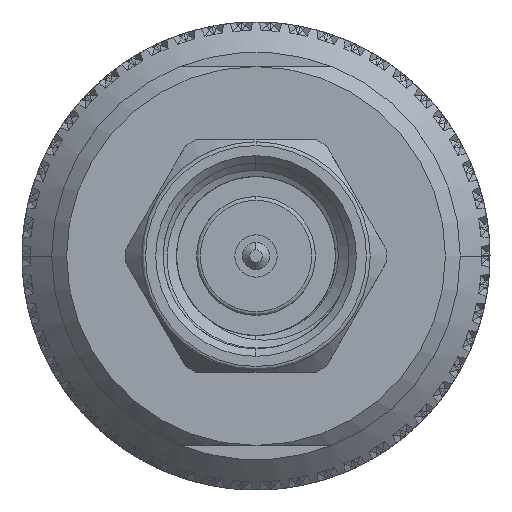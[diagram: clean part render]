
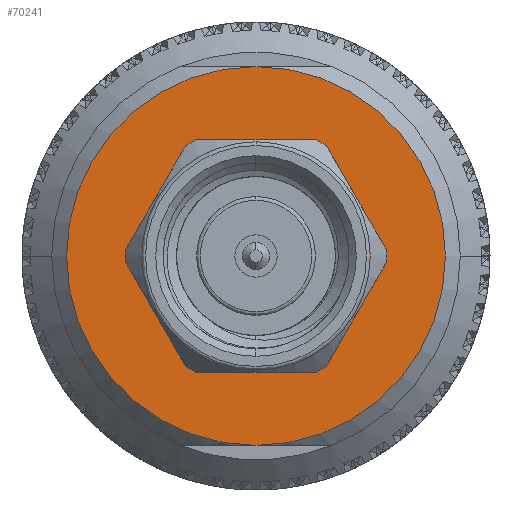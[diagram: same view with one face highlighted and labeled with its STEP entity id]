
A CAD part, left-side view. The second image highlights one B-rep face of the part: STEP entity #70241.
In plain terms, the highlighted face is planar.
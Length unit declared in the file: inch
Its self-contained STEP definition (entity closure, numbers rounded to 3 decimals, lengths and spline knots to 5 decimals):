
#1166 = CARTESIAN_POINT ( 'NONE',  ( 0.98, 0.07483, -0.13 ) ) ;
#1899 = VERTEX_POINT ( 'NONE', #38874 ) ;
#2000 = AXIS2_PLACEMENT_3D ( 'NONE', #27297, #72096, #18585 ) ;
#2753 = DIRECTION ( 'NONE',  ( -1., 0., 0. ) ) ;
#6835 = EDGE_CURVE ( 'NONE', #1899, #39324, #96143, .T. ) ;
#7546 = EDGE_CURVE ( 'NONE', #52857, #34445, #59923, .T. ) ;
#8507 = PLANE ( 'NONE',  #61989 ) ;
#9436 = EDGE_CURVE ( 'NONE', #37461, #68004, #14520, .T. ) ;
#14520 = CIRCLE ( 'NONE', #48585, 0.15 ) ;
#14807 = CARTESIAN_POINT ( 'NONE',  ( 0.98, 0., 0.255 ) ) ;
#15827 = VECTOR ( 'NONE', #52832, 39.37008 ) ;
#16590 = DIRECTION ( 'NONE',  ( 0., 0., -1. ) ) ;
#17672 = EDGE_LOOP ( 'NONE', ( #53699, #62904 ) ) ;
#18585 = DIRECTION ( 'NONE',  ( 0., 0., -1. ) ) ;
#20409 = ORIENTED_EDGE ( 'NONE', *, *, #9436, .T. ) ;
#23153 = ORIENTED_EDGE ( 'NONE', *, *, #6835, .T. ) ;
#23321 = CARTESIAN_POINT ( 'NONE',  ( 0.98, 0., 0. ) ) ;
#25320 = FACE_OUTER_BOUND ( 'NONE', #17672, .T. ) ;
#27297 = CARTESIAN_POINT ( 'NONE',  ( 0.98, 0., 0. ) ) ;
#29205 = ORIENTED_EDGE ( 'NONE', *, *, #36586, .F. ) ;
#29487 = CARTESIAN_POINT ( 'NONE',  ( 0.98, 0., 0. ) ) ;
#31029 = DIRECTION ( 'NONE',  ( 1., 0., 0. ) ) ;
#34445 = VERTEX_POINT ( 'NONE', #14807 ) ;
#36586 = EDGE_CURVE ( 'NONE', #1899, #68004, #77805, .T. ) ;
#37461 = VERTEX_POINT ( 'NONE', #40732 ) ;
#38874 = CARTESIAN_POINT ( 'NONE',  ( 0.98, -0.07483, -0.13 ) ) ;
#39324 = VERTEX_POINT ( 'NONE', #97540 ) ;
#39949 = EDGE_CURVE ( 'NONE', #34445, #52857, #44990, .T. ) ;
#40732 = CARTESIAN_POINT ( 'NONE',  ( 0.98, 0.07483, 0.13 ) ) ;
#42668 = EDGE_CURVE ( 'NONE', #39324, #37461, #79668, .T. ) ;
#44990 = CIRCLE ( 'NONE', #77292, 0.255 ) ;
#47835 = CARTESIAN_POINT ( 'NONE',  ( 0.98, 0., 0. ) ) ;
#48585 = AXIS2_PLACEMENT_3D ( 'NONE', #47835, #2753, #85906 ) ;
#51770 = DIRECTION ( 'NONE',  ( 1., 0., 0. ) ) ;
#52832 = DIRECTION ( 'NONE',  ( 0., 1., 0. ) ) ;
#52857 = VERTEX_POINT ( 'NONE', #70021 ) ;
#53699 = ORIENTED_EDGE ( 'NONE', *, *, #7546, .T. ) ;
#59923 = CIRCLE ( 'NONE', #2000, 0.255 ) ;
#61989 = AXIS2_PLACEMENT_3D ( 'NONE', #23321, #31029, #16590 ) ;
#62904 = ORIENTED_EDGE ( 'NONE', *, *, #39949, .T. ) ;
#64801 = EDGE_LOOP ( 'NONE', ( #23153, #95466, #20409, #29205 ) ) ;
#67050 = VECTOR ( 'NONE', #68149, 39.37008 ) ;
#68004 = VERTEX_POINT ( 'NONE', #1166 ) ;
#68149 = DIRECTION ( 'NONE',  ( 0., 1., 0. ) ) ;
#70021 = CARTESIAN_POINT ( 'NONE',  ( 0.98, 0., -0.255 ) ) ;
#70241 = ADVANCED_FACE ( 'NONE', ( #89237, #25320 ), #8507, .T. ) ;
#72096 = DIRECTION ( 'NONE',  ( 1., 0., 0. ) ) ;
#75678 = CARTESIAN_POINT ( 'NONE',  ( 0.98, -0.215, 0.13 ) ) ;
#76718 = AXIS2_PLACEMENT_3D ( 'NONE', #78029, #93576, #78681 ) ;
#77292 = AXIS2_PLACEMENT_3D ( 'NONE', #29487, #51770, #83417 ) ;
#77805 = LINE ( 'NONE', #91753, #67050 ) ;
#78029 = CARTESIAN_POINT ( 'NONE',  ( 0.98, 0., 0. ) ) ;
#78681 = DIRECTION ( 'NONE',  ( 0., 0., 1. ) ) ;
#79668 = LINE ( 'NONE', #75678, #15827 ) ;
#83417 = DIRECTION ( 'NONE',  ( 0., 0., -1. ) ) ;
#85906 = DIRECTION ( 'NONE',  ( 0., 0., 1. ) ) ;
#89237 = FACE_BOUND ( 'NONE', #64801, .T. ) ;
#91753 = CARTESIAN_POINT ( 'NONE',  ( 0.98, -0.215, -0.13 ) ) ;
#93576 = DIRECTION ( 'NONE',  ( -1., 0., 0. ) ) ;
#95466 = ORIENTED_EDGE ( 'NONE', *, *, #42668, .T. ) ;
#96143 = CIRCLE ( 'NONE', #76718, 0.15 ) ;
#97540 = CARTESIAN_POINT ( 'NONE',  ( 0.98, -0.07483, 0.13 ) ) ;
